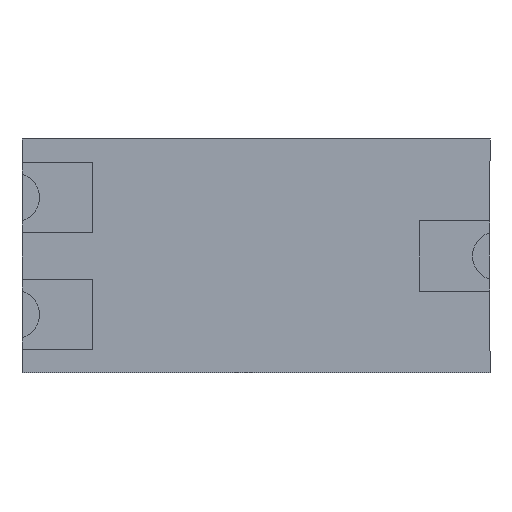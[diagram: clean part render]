
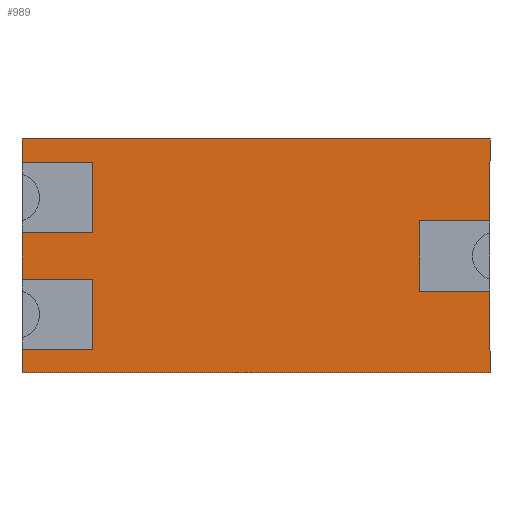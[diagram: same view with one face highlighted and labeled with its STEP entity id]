
A CAD part, front view. The second image highlights one B-rep face of the part: STEP entity #989.
In plain terms, the highlighted planar face has unit normal (0, -1, 0).
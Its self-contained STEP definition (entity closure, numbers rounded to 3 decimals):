
#7 = ORIENTED_EDGE ( 'NONE', *, *, #858, .T. ) ;
#17 = FACE_OUTER_BOUND ( 'NONE', #322, .T. ) ;
#38 = LINE ( 'NONE', #504, #952 ) ;
#86 = VECTOR ( 'NONE', #657, 1000. ) ;
#106 = DIRECTION ( 'NONE',  ( 1., 0., 0. ) ) ;
#112 = EDGE_CURVE ( 'NONE', #1445, #1055, #1048, .T. ) ;
#121 = CIRCLE ( 'NONE', #1198, 0.256 ) ;
#150 = VERTEX_POINT ( 'NONE', #1447 ) ;
#157 = VERTEX_POINT ( 'NONE', #802 ) ;
#158 = AXIS2_PLACEMENT_3D ( 'NONE', #773, #649, #1251 ) ;
#178 = CARTESIAN_POINT ( 'NONE',  ( -2., 0.05, -0.25 ) ) ;
#194 = EDGE_CURVE ( 'NONE', #711, #688, #38, .T. ) ;
#195 = DIRECTION ( 'NONE',  ( 0., 0., -1. ) ) ;
#245 = DIRECTION ( 'NONE',  ( -1., 0., 0. ) ) ;
#312 = VECTOR ( 'NONE', #1268, 1000. ) ;
#316 = EDGE_CURVE ( 'NONE', #395, #150, #973, .T. ) ;
#322 = EDGE_LOOP ( 'NONE', ( #552, #931, #400, #7, #1524, #756, #1128, #855, #1503, #588, #1139, #685 ) ) ;
#327 = CARTESIAN_POINT ( 'NONE',  ( 2., 0.05, 0.25 ) ) ;
#338 = DIRECTION ( 'NONE',  ( 0., 1., 0. ) ) ;
#352 = DIRECTION ( 'NONE',  ( 0., 1., 0. ) ) ;
#363 = VECTOR ( 'NONE', #860, 1000. ) ;
#395 = VERTEX_POINT ( 'NONE', #601 ) ;
#400 = ORIENTED_EDGE ( 'NONE', *, *, #1271, .F. ) ;
#404 = CIRCLE ( 'NONE', #1039, 0.256 ) ;
#486 = LINE ( 'NONE', #642, #363 ) ;
#491 = EDGE_CURVE ( 'NONE', #150, #1432, #486, .T. ) ;
#504 = CARTESIAN_POINT ( 'NONE',  ( -2., 0.05, 1. ) ) ;
#509 = VERTEX_POINT ( 'NONE', #748 ) ;
#511 = DIRECTION ( 'NONE',  ( 0., 0., -1. ) ) ;
#530 = LINE ( 'NONE', #1011, #86 ) ;
#537 = CARTESIAN_POINT ( 'NONE',  ( -2.056, 0.05, 0.5 ) ) ;
#547 = VECTOR ( 'NONE', #815, 1000. ) ;
#552 = ORIENTED_EDGE ( 'NONE', *, *, #491, .T. ) ;
#588 = ORIENTED_EDGE ( 'NONE', *, *, #194, .T. ) ;
#596 = CARTESIAN_POINT ( 'NONE',  ( -2.056, 0.05, 0.5 ) ) ;
#601 = CARTESIAN_POINT ( 'NONE',  ( -1.8, 0.05, 0.5 ) ) ;
#633 = CARTESIAN_POINT ( 'NONE',  ( -2., 0.05, 0.75 ) ) ;
#635 = EDGE_CURVE ( 'NONE', #1472, #1432, #1430, .T. ) ;
#642 = CARTESIAN_POINT ( 'NONE',  ( -2., 0.05, 1. ) ) ;
#649 = DIRECTION ( 'NONE',  ( 0., -1., 0. ) ) ;
#650 = EDGE_CURVE ( 'NONE', #1181, #787, #530, .T. ) ;
#657 = DIRECTION ( 'NONE',  ( 1., 0., 0. ) ) ;
#671 = DIRECTION ( 'NONE',  ( 1., 0., 0. ) ) ;
#685 = ORIENTED_EDGE ( 'NONE', *, *, #316, .T. ) ;
#688 = VERTEX_POINT ( 'NONE', #633 ) ;
#689 = CARTESIAN_POINT ( 'NONE',  ( 2., 0.05, -1. ) ) ;
#711 = VERTEX_POINT ( 'NONE', #1379 ) ;
#748 = CARTESIAN_POINT ( 'NONE',  ( -2., 0.05, -0.75 ) ) ;
#756 = ORIENTED_EDGE ( 'NONE', *, *, #1140, .F. ) ;
#773 = CARTESIAN_POINT ( 'NONE',  ( -2.056, 0.05, -0.5 ) ) ;
#787 = VERTEX_POINT ( 'NONE', #689 ) ;
#802 = CARTESIAN_POINT ( 'NONE',  ( 2., 0.05, -0.25 ) ) ;
#812 = CARTESIAN_POINT ( 'NONE',  ( 2., 0.05, 1. ) ) ;
#815 = DIRECTION ( 'NONE',  ( 0., 0., -1. ) ) ;
#846 = PLANE ( 'NONE',  #1133 ) ;
#855 = ORIENTED_EDGE ( 'NONE', *, *, #112, .F. ) ;
#858 = EDGE_CURVE ( 'NONE', #509, #1181, #1265, .T. ) ;
#860 = DIRECTION ( 'NONE',  ( 0., 0., -1. ) ) ;
#871 = CARTESIAN_POINT ( 'NONE',  ( 2., 0.05, 1. ) ) ;
#884 = CIRCLE ( 'NONE', #1287, 0.256 ) ;
#887 = CARTESIAN_POINT ( 'NONE',  ( 2.056, 0.05, 0. ) ) ;
#931 = ORIENTED_EDGE ( 'NONE', *, *, #635, .F. ) ;
#932 = CARTESIAN_POINT ( 'NONE',  ( -2., 0.05, 1. ) ) ;
#943 = DIRECTION ( 'NONE',  ( -1., 0., 0. ) ) ;
#952 = VECTOR ( 'NONE', #511, 1000. ) ;
#954 = CARTESIAN_POINT ( 'NONE',  ( -2., 0.05, 1. ) ) ;
#973 = CIRCLE ( 'NONE', #1182, 0.256 ) ;
#984 = VECTOR ( 'NONE', #671, 1000. ) ;
#989 = ADVANCED_FACE ( 'NONE', ( #17 ), #846, .F. ) ;
#1011 = CARTESIAN_POINT ( 'NONE',  ( -2., 0.05, -1. ) ) ;
#1032 = EDGE_CURVE ( 'NONE', #711, #1445, #1183, .T. ) ;
#1039 = AXIS2_PLACEMENT_3D ( 'NONE', #537, #1457, #1221 ) ;
#1048 = LINE ( 'NONE', #1403, #547 ) ;
#1055 = VERTEX_POINT ( 'NONE', #327 ) ;
#1072 = CARTESIAN_POINT ( 'NONE',  ( -2.056, 0.05, -0.5 ) ) ;
#1077 = DIRECTION ( 'NONE',  ( 0., -1., 0. ) ) ;
#1128 = ORIENTED_EDGE ( 'NONE', *, *, #1455, .F. ) ;
#1133 = AXIS2_PLACEMENT_3D ( 'NONE', #954, #352, #245 ) ;
#1139 = ORIENTED_EDGE ( 'NONE', *, *, #1384, .T. ) ;
#1140 = EDGE_CURVE ( 'NONE', #157, #787, #1399, .T. ) ;
#1181 = VERTEX_POINT ( 'NONE', #1525 ) ;
#1182 = AXIS2_PLACEMENT_3D ( 'NONE', #596, #338, #943 ) ;
#1183 = LINE ( 'NONE', #932, #984 ) ;
#1198 = AXIS2_PLACEMENT_3D ( 'NONE', #1072, #1077, #1216 ) ;
#1216 = DIRECTION ( 'NONE',  ( -1., 0., 0. ) ) ;
#1221 = DIRECTION ( 'NONE',  ( -1., 0., 0. ) ) ;
#1251 = DIRECTION ( 'NONE',  ( -1., 0., 0. ) ) ;
#1255 = CARTESIAN_POINT ( 'NONE',  ( -2., 0.05, 1. ) ) ;
#1265 = LINE ( 'NONE', #1255, #1351 ) ;
#1268 = DIRECTION ( 'NONE',  ( 0., 0., -1. ) ) ;
#1271 = EDGE_CURVE ( 'NONE', #509, #1472, #121, .T. ) ;
#1287 = AXIS2_PLACEMENT_3D ( 'NONE', #887, #1362, #106 ) ;
#1351 = VECTOR ( 'NONE', #195, 1000. ) ;
#1362 = DIRECTION ( 'NONE',  ( 0., -1., 0. ) ) ;
#1371 = CARTESIAN_POINT ( 'NONE',  ( -1.8, 0.05, -0.5 ) ) ;
#1379 = CARTESIAN_POINT ( 'NONE',  ( -2., 0.05, 1. ) ) ;
#1384 = EDGE_CURVE ( 'NONE', #688, #395, #404, .T. ) ;
#1399 = LINE ( 'NONE', #812, #312 ) ;
#1403 = CARTESIAN_POINT ( 'NONE',  ( 2., 0.05, 1. ) ) ;
#1430 = CIRCLE ( 'NONE', #158, 0.256 ) ;
#1432 = VERTEX_POINT ( 'NONE', #178 ) ;
#1445 = VERTEX_POINT ( 'NONE', #871 ) ;
#1447 = CARTESIAN_POINT ( 'NONE',  ( -2., 0.05, 0.25 ) ) ;
#1455 = EDGE_CURVE ( 'NONE', #1055, #157, #884, .T. ) ;
#1457 = DIRECTION ( 'NONE',  ( 0., 1., 0. ) ) ;
#1472 = VERTEX_POINT ( 'NONE', #1371 ) ;
#1503 = ORIENTED_EDGE ( 'NONE', *, *, #1032, .F. ) ;
#1524 = ORIENTED_EDGE ( 'NONE', *, *, #650, .T. ) ;
#1525 = CARTESIAN_POINT ( 'NONE',  ( -2., 0.05, -1. ) ) ;
